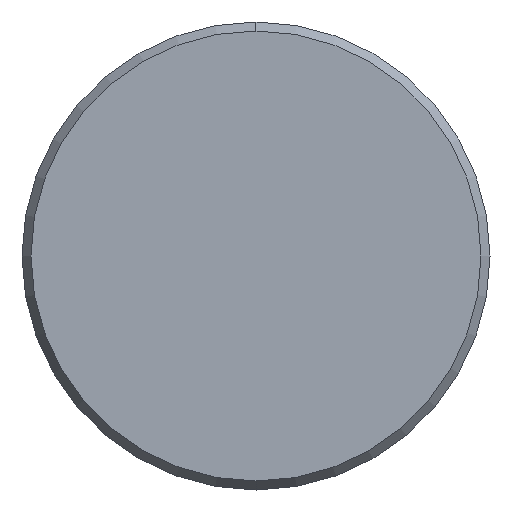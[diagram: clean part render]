
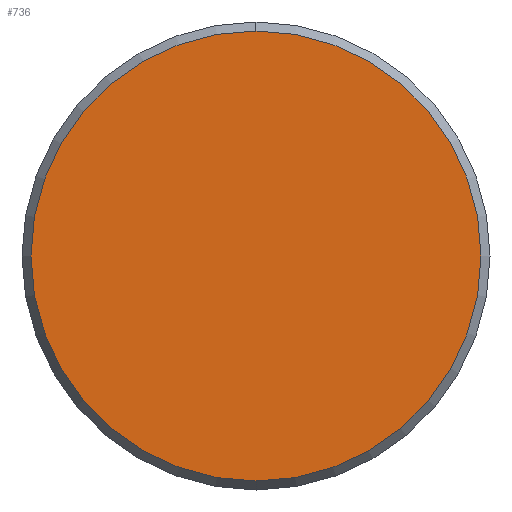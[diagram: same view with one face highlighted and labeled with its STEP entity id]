
A CAD part, left-side view. The second image highlights one B-rep face of the part: STEP entity #736.
In plain terms, the highlighted planar face has unit normal (-1, 0, 0).
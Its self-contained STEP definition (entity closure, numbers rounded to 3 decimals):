
#15 = EDGE_CURVE ( 'NONE', #430, #422, #354, .T. ) ;
#29 = FACE_OUTER_BOUND ( 'NONE', #166, .T. ) ;
#45 = CARTESIAN_POINT ( 'NONE',  ( -20., 0., 0. ) ) ;
#91 = DIRECTION ( 'NONE',  ( 0., 0., 1. ) ) ;
#117 = ORIENTED_EDGE ( 'NONE', *, *, #296, .T. ) ;
#148 = CARTESIAN_POINT ( 'NONE',  ( -20., 0., 0. ) ) ;
#159 = CIRCLE ( 'NONE', #279, 12.5 ) ;
#163 = DIRECTION ( 'NONE',  ( -1., 0., 0. ) ) ;
#166 = EDGE_LOOP ( 'NONE', ( #117, #500 ) ) ;
#217 = CARTESIAN_POINT ( 'NONE',  ( -20., 0., -12.5 ) ) ;
#245 = DIRECTION ( 'NONE',  ( -1., 0., 0. ) ) ;
#279 = AXIS2_PLACEMENT_3D ( 'NONE', #148, #432, #91 ) ;
#296 = EDGE_CURVE ( 'NONE', #422, #430, #159, .T. ) ;
#304 = AXIS2_PLACEMENT_3D ( 'NONE', #645, #245, #529 ) ;
#354 = CIRCLE ( 'NONE', #483, 12.5 ) ;
#357 = PLANE ( 'NONE',  #304 ) ;
#422 = VERTEX_POINT ( 'NONE', #217 ) ;
#430 = VERTEX_POINT ( 'NONE', #676 ) ;
#432 = DIRECTION ( 'NONE',  ( -1., 0., 0. ) ) ;
#483 = AXIS2_PLACEMENT_3D ( 'NONE', #45, #163, #577 ) ;
#500 = ORIENTED_EDGE ( 'NONE', *, *, #15, .T. ) ;
#529 = DIRECTION ( 'NONE',  ( 0., 0., 1. ) ) ;
#577 = DIRECTION ( 'NONE',  ( 0., 0., 1. ) ) ;
#645 = CARTESIAN_POINT ( 'NONE',  ( -20., 0., 0. ) ) ;
#676 = CARTESIAN_POINT ( 'NONE',  ( -20., 0., 12.5 ) ) ;
#736 = ADVANCED_FACE ( 'NONE', ( #29 ), #357, .T. ) ;
